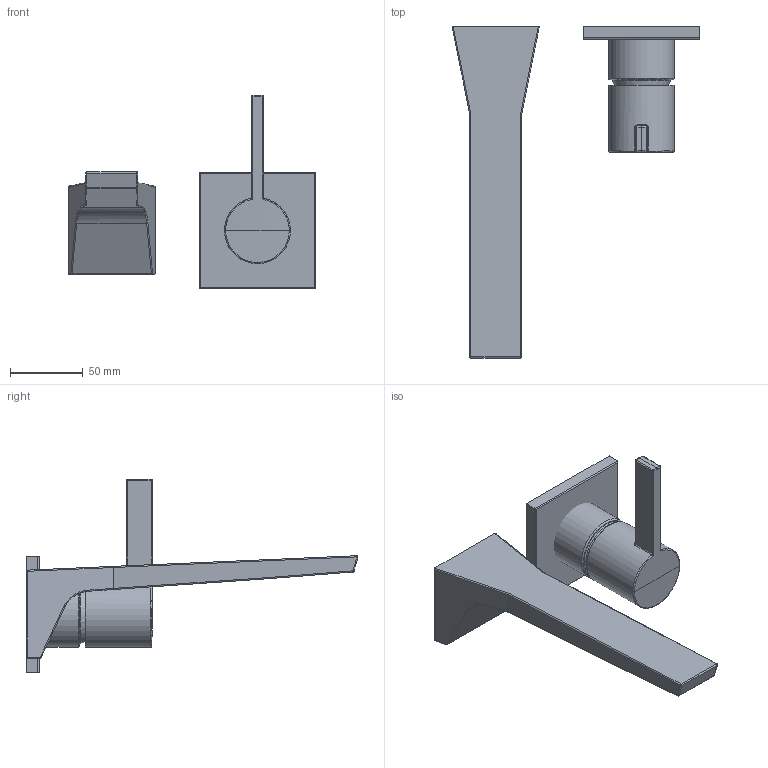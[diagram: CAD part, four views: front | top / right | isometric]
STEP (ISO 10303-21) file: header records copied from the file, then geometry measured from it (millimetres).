
FILE_DESCRIPTION (( 'STEP AP203' ), '1' );
FILE_NAME ('36860705-00.STEP', '2019-09-16T05:22:53', ( '' ), ( '' ), 'SwSTEP 2.0', 'SolidWorks 2017', '' );
FILE_SCHEMA (( 'CONFIG_CONTROL_DESIGN' ));
Length unit declared in the file: millimetre
Products named in the file (5): Planungsmodell_Rosette-+-09.27.78.039.90-01; 36860705-00; Planungsmodell_Auslauf-+-09.11.70.005.90-01; Planungsmodell_Hebel-+-09.20.70.050-01; Planungsmodell_Haube-+-09.11.02.287-01_k1
Assembly tree (4 placements, depth 2):
  36860705-00
    Planungsmodell_Auslauf-+-09.11.70.005.90-01
    Planungsmodell_Hebel-+-09.20.70.050-01
    Planungsmodell_Haube-+-09.11.02.287-01_k1
    Planungsmodell_Rosette-+-09.27.78.039.90-01
Bounding box: 169.82 x 227.73 x 133 mm (x, y, z)
Volume: 388662 mm3; surface area: 68690.4 mm2
Topology: 4 solids, 4 shells, 99 faces, 211 edges, 119 vertices
Faces by surface type: cylinder 39, plane 24, bspline 22, sphere 10, torus 4
Full cylindrical faces by diameter (mm): 45 x1, 45.2 x1
Entity records: 3605 total; most frequent: CARTESIAN_POINT 1220, ORIENTED_EDGE 404, DIRECTION 373, EDGE_CURVE 202, AXIS2_PLACEMENT_3D 146, VERTEX_POINT 117, EDGE_LOOP 105, FACE_OUTER_BOUND 104
